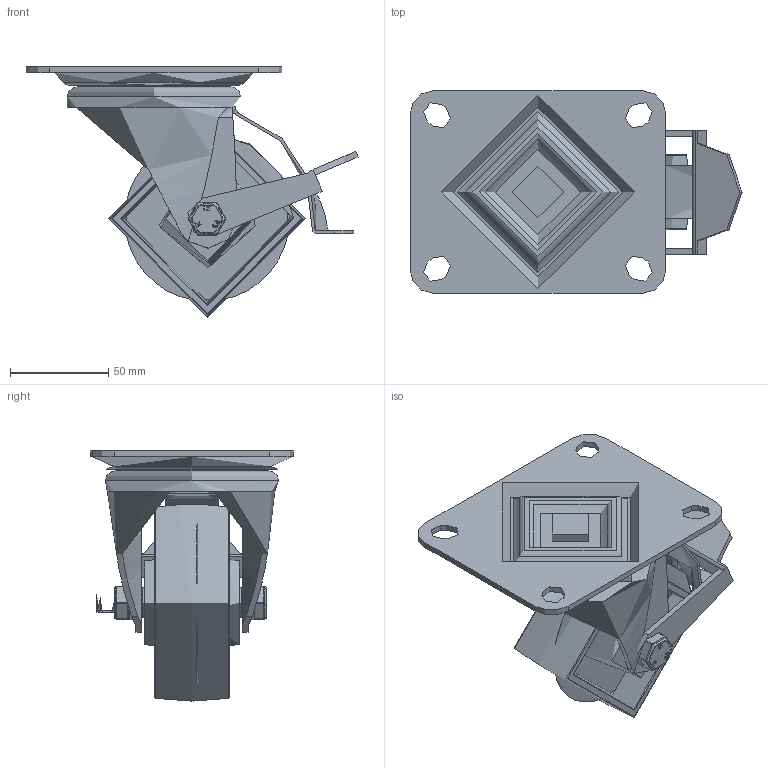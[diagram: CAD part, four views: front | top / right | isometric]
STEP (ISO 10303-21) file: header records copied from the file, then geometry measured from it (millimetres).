
FILE_DESCRIPTION(/* description */ (''),/* implementation_level */ '2;1');
FILE_NAME(/* name */ 'BZH100CILPBR.step',/* time_stamp */ '2024-05-08T10:39:46+01:00',/* author */ (''),/* organization */ (''),/* preprocessor_version */ 'ST-DEVELOPER v20',/* originating_system */ 'Autodesk Translation Framework v12.20.1.177',/* authorisation */ '');
FILE_SCHEMA (('AUTOMOTIVE_DESIGN { 1 0 10303 214 3 1 1 }'));
Length unit declared in the file: millimetre
Products named in the file (17): BZH100CILPBR; BZH100ASBRLP v1; ZINC PLATED, PRESSED STEEL TOP PLATE; ZINC PLATED, PRESSED STEEL FORKS; ZINC PLATED, PRESSED STEEL BRAKE; BRAKE PEDAL; BRAKE; BZH100WCI v1; CAST IRON WHEEL; CAST IRON WHEEL Geometry; GREASE NIPPLE; TUBEM15X50 v1; ZINC PLATED AXLE TUBE; BOLTM10X80Z8.8 v2; ZINC PLATED STEEL BOLT; NM10GR8FULLZHT v1; ZINC PLATED NUT
Assembly tree (16 placements, depth 4):
  BZH100CILPBR
    BZH100ASBRLP v1
      ZINC PLATED, PRESSED STEEL TOP PLATE
      ZINC PLATED, PRESSED STEEL FORKS
      ZINC PLATED, PRESSED STEEL BRAKE
        BRAKE PEDAL
        BRAKE
    BZH100WCI v1
      CAST IRON WHEEL
        CAST IRON WHEEL Geometry
        GREASE NIPPLE
    TUBEM15X50 v1
      ZINC PLATED AXLE TUBE
    BOLTM10X80Z8.8 v2
      ZINC PLATED STEEL BOLT
    NM10GR8FULLZHT v1
      ZINC PLATED NUT
Bounding box: 168.66 x 103 x 127.13 mm (x, y, z)
Volume: 287589.5 mm3; surface area: 127225.6 mm2
Topology: 9 solids, 9 shells, 406 faces, 993 edges, 632 vertices
Faces by surface type: plane 144, cylinder 127, bspline 71, torus 31, sphere 21, cone 12
Full cylindrical faces by diameter (mm): 4 x1, 8.141 x18, 9.85 x19, 10 x2, 10.5 x5, 15 x1, 15.2 x1, 16 x1, 26 x1, 28 x1, 30 x1, 36 x1, 82 x1, 88 x1
Entity records: 23609 total; most frequent: CARTESIAN_POINT 13906, ORIENTED_EDGE 1980, DIRECTION 1855, EDGE_CURVE 990, AXIS2_PLACEMENT_3D 719, VERTEX_POINT 632, EDGE_LOOP 460, LINE 417
